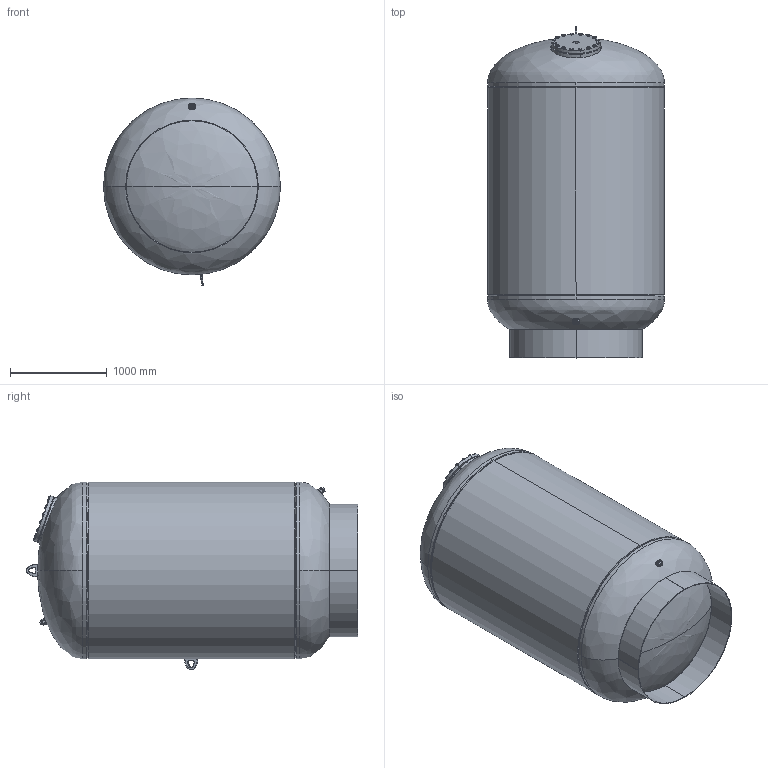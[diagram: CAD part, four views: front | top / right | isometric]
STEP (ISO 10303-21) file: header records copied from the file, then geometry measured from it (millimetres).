
FILE_DESCRIPTION (( 'STEP AP203' ), '1' );
FILE_NAME ('7500L (189A019).STEP', '2023-11-21T21:28:11', ( '' ), ( '' ), 'SwSTEP 2.0', 'SolidWorks 2022', '' );
FILE_SCHEMA (( 'CONFIG_CONTROL_DESIGN' ));
Length unit declared in the file: inch
Products named in the file (21): 9403-047_BEVELED; 189-0101; 117-1064; 9317-325; 189-0069; 189-0105; 189-0100; 9403-134; 189-0078; 189-0097; 7500L (189A019); 9405-202_9405-202; 179-077; 179-007; 189-0077; 9317-020_72" DIA; 189-0099; 9403-047; 189-0103; 9403-217
Assembly tree (37 placements, depth 4):
  7500L (189A019)
    189-0103
      189-0069
      189-0097
      9403-047_BEVELED
      9317-020_72" DIA
    189-0100
      189-0099
      9317-325
    189-0101
      189-0105
        189-0097
      179-077
      117-1064
        9403-047
        9403-134
      9317-325
      9317-020_72" DIA
    179-007
    189-0078
      189-0077
    9405-202_9405-202  x16
    9403-217
Bounding box: 1828.8 x 3431 x 1943.16 mm (x, y, z)
Volume: 395007195.8 mm3; surface area: 44372690.8 mm2
Topology: 31 solids, 31 shells, 1246 faces, 3204 edges, 2005 vertices
Faces by surface type: cylinder 665, cone 251, plane 200, bspline 70, torus 60
Entity records: 26150 total; most frequent: CARTESIAN_POINT 13993, DIRECTION 1986, ORIENTED_EDGE 1984, EDGE_CURVE 992, AXIS2_PLACEMENT_3D 811, VERTEX_POINT 623, EDGE_LOOP 499, FACE_OUTER_BOUND 422
